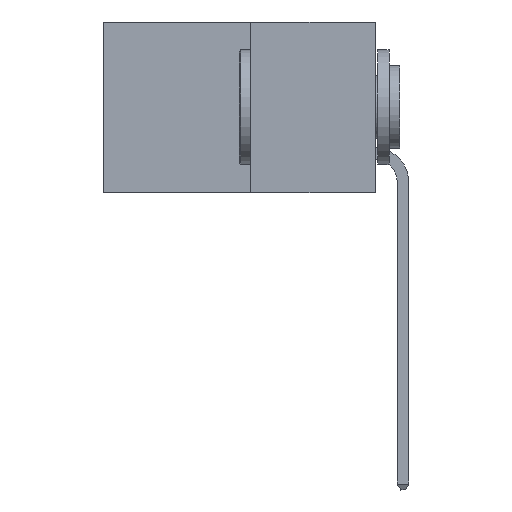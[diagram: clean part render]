
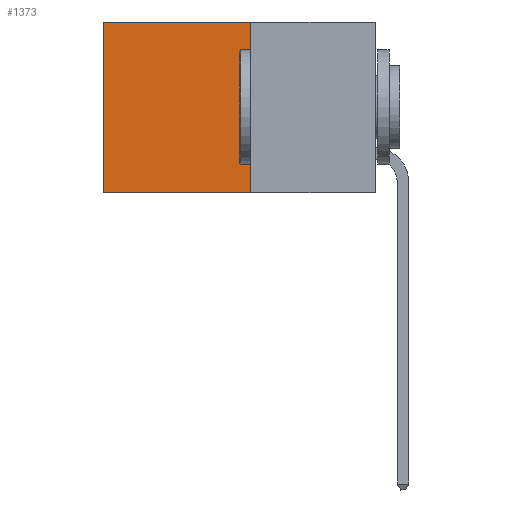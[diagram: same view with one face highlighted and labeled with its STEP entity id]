
A CAD part, left-side view. The second image highlights one B-rep face of the part: STEP entity #1373.
In plain terms, the highlighted planar face has unit normal (-1, 0, 0).
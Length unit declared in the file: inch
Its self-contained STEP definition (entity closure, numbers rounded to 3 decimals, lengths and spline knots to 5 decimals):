
#541 = CARTESIAN_POINT ( 'NONE',  ( 0.277, 0.59, 0. ) ) ;
#1296 = CARTESIAN_POINT ( 'NONE',  ( 0.277, 0.27, -0.37 ) ) ;
#1373 = ADVANCED_FACE ( 'NONE', ( #26048 ), #18010, .F. ) ;
#1754 = ORIENTED_EDGE ( 'NONE', *, *, #10346, .T. ) ;
#2061 = CARTESIAN_POINT ( 'NONE',  ( 0.277, 0.27, -0.37 ) ) ;
#2080 = LINE ( 'NONE', #16697, #14457 ) ;
#2095 = VERTEX_POINT ( 'NONE', #20635 ) ;
#2688 = LINE ( 'NONE', #5168, #15083 ) ;
#4549 = EDGE_CURVE ( 'NONE', #2095, #16039, #18784, .T. ) ;
#5113 = DIRECTION ( 'NONE',  ( 0., 1., 0. ) ) ;
#5168 = CARTESIAN_POINT ( 'NONE',  ( 0.277, 0.59, -0.37 ) ) ;
#5211 = CARTESIAN_POINT ( 'NONE',  ( 0.277, 0.27, 0. ) ) ;
#7034 = DIRECTION ( 'NONE',  ( 0., 1., 0. ) ) ;
#7200 = EDGE_CURVE ( 'NONE', #2095, #22611, #2080, .T. ) ;
#7648 = DIRECTION ( 'NONE',  ( 0., 0., -1. ) ) ;
#7654 = ORIENTED_EDGE ( 'NONE', *, *, #15798, .F. ) ;
#10346 = EDGE_CURVE ( 'NONE', #16039, #21044, #2688, .T. ) ;
#10923 = AXIS2_PLACEMENT_3D ( 'NONE', #1296, #15067, #30299 ) ;
#11870 = CARTESIAN_POINT ( 'NONE',  ( 0.277, 0.59, -0.37 ) ) ;
#12977 = CARTESIAN_POINT ( 'NONE',  ( 0.277, 0.27, -0.37 ) ) ;
#13559 = VECTOR ( 'NONE', #7034, 39.37008 ) ;
#14457 = VECTOR ( 'NONE', #29076, 39.37008 ) ;
#15067 = DIRECTION ( 'NONE',  ( 1., 0., 0. ) ) ;
#15083 = VECTOR ( 'NONE', #7648, 39.37008 ) ;
#15190 = EDGE_LOOP ( 'NONE', ( #1754, #7654, #22317, #15494 ) ) ;
#15494 = ORIENTED_EDGE ( 'NONE', *, *, #4549, .T. ) ;
#15798 = EDGE_CURVE ( 'NONE', #22611, #21044, #18603, .T. ) ;
#16039 = VERTEX_POINT ( 'NONE', #541 ) ;
#16697 = CARTESIAN_POINT ( 'NONE',  ( 0.277, 0.27, -0.37 ) ) ;
#18010 = PLANE ( 'NONE',  #10923 ) ;
#18018 = VECTOR ( 'NONE', #5113, 39.37008 ) ;
#18603 = LINE ( 'NONE', #2061, #13559 ) ;
#18784 = LINE ( 'NONE', #5211, #18018 ) ;
#20635 = CARTESIAN_POINT ( 'NONE',  ( 0.277, 0.27, 0. ) ) ;
#21044 = VERTEX_POINT ( 'NONE', #11870 ) ;
#22317 = ORIENTED_EDGE ( 'NONE', *, *, #7200, .F. ) ;
#22611 = VERTEX_POINT ( 'NONE', #12977 ) ;
#26048 = FACE_OUTER_BOUND ( 'NONE', #15190, .T. ) ;
#29076 = DIRECTION ( 'NONE',  ( 0., 0., -1. ) ) ;
#30299 = DIRECTION ( 'NONE',  ( 0., 0., -1. ) ) ;
